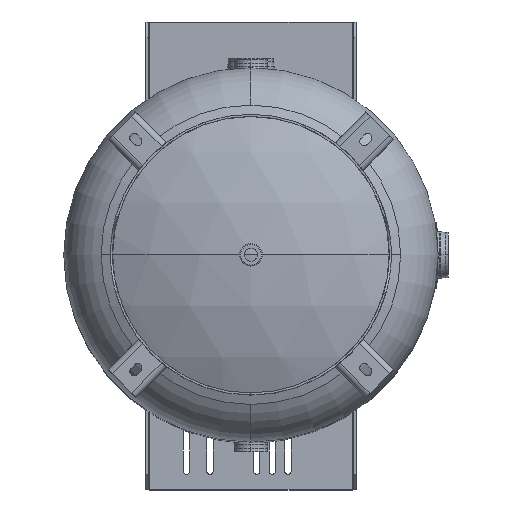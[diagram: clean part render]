
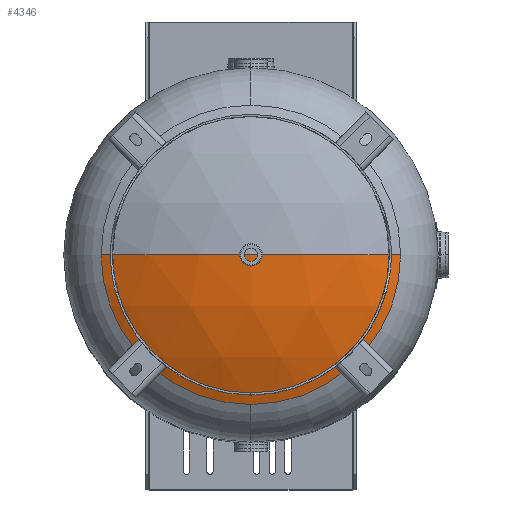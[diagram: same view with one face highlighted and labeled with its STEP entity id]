
A CAD part, top view. The second image highlights one B-rep face of the part: STEP entity #4346.
In plain terms, the highlighted spherical face has radius 548.64 mm.
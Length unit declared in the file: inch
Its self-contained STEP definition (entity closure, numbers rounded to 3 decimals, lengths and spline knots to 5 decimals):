
#188 = AXIS2_PLACEMENT_3D ( 'NONE', #4924, #2656, #14442 ) ;
#384 = DIRECTION ( 'NONE',  ( 0., 0., 1. ) ) ;
#545 = DIRECTION ( 'NONE',  ( -1., 0., 0. ) ) ;
#615 = DIRECTION ( 'NONE',  ( 0., 0., -1. ) ) ;
#873 = ORIENTED_EDGE ( 'NONE', *, *, #12466, .F. ) ;
#1162 = EDGE_CURVE ( 'NONE', #8498, #14284, #13269, .T. ) ;
#1667 = CIRCLE ( 'NONE', #188, 21.6 ) ;
#2269 = EDGE_CURVE ( 'NONE', #8498, #12873, #1667, .T. ) ;
#2622 = CARTESIAN_POINT ( 'NONE',  ( 0., 5.76425, 9.6 ) ) ;
#2656 = DIRECTION ( 'NONE',  ( 0., 0., 1. ) ) ;
#4040 = DIRECTION ( 'NONE',  ( 0., 0., -1. ) ) ;
#4346 = ADVANCED_FACE ( 'NONE', ( #12230 ), #12071, .T. ) ;
#4553 = AXIS2_PLACEMENT_3D ( 'NONE', #14740, #4040, #545 ) ;
#4924 = CARTESIAN_POINT ( 'NONE',  ( 0., -13.58517, 0. ) ) ;
#5089 = EDGE_LOOP ( 'NONE', ( #6367, #8992, #10070, #873 ) ) ;
#5116 = DIRECTION ( 'NONE',  ( 0., 0., -1. ) ) ;
#6367 = ORIENTED_EDGE ( 'NONE', *, *, #1162, .F. ) ;
#8415 = CIRCLE ( 'NONE', #9163, 9.6 ) ;
#8498 = VERTEX_POINT ( 'NONE', #14583 ) ;
#8992 = ORIENTED_EDGE ( 'NONE', *, *, #2269, .T. ) ;
#9163 = AXIS2_PLACEMENT_3D ( 'NONE', #15026, #12668, #5116 ) ;
#9297 = CARTESIAN_POINT ( 'NONE',  ( 9.6, 5.76425, 0. ) ) ;
#9878 = DIRECTION ( 'NONE',  ( 0., -1., 0. ) ) ;
#10070 = ORIENTED_EDGE ( 'NONE', *, *, #12898, .F. ) ;
#10400 = CIRCLE ( 'NONE', #10680, 9.6 ) ;
#10476 = AXIS2_PLACEMENT_3D ( 'NONE', #10893, #384, #14419 ) ;
#10680 = AXIS2_PLACEMENT_3D ( 'NONE', #12300, #9878, #615 ) ;
#10893 = CARTESIAN_POINT ( 'NONE',  ( 0., -13.58517, 0. ) ) ;
#11923 = CARTESIAN_POINT ( 'NONE',  ( -9.6, 5.76425, 0. ) ) ;
#12071 = SPHERICAL_SURFACE ( 'NONE', #10476, 21.6 ) ;
#12230 = FACE_OUTER_BOUND ( 'NONE', #5089, .T. ) ;
#12300 = CARTESIAN_POINT ( 'NONE',  ( 0., 5.76425, 0. ) ) ;
#12466 = EDGE_CURVE ( 'NONE', #14284, #12742, #8415, .T. ) ;
#12668 = DIRECTION ( 'NONE',  ( 0., -1., 0. ) ) ;
#12742 = VERTEX_POINT ( 'NONE', #2622 ) ;
#12873 = VERTEX_POINT ( 'NONE', #11923 ) ;
#12898 = EDGE_CURVE ( 'NONE', #12742, #12873, #10400, .T. ) ;
#13269 = CIRCLE ( 'NONE', #4553, 21.6 ) ;
#14284 = VERTEX_POINT ( 'NONE', #9297 ) ;
#14419 = DIRECTION ( 'NONE',  ( 1., 0., 0. ) ) ;
#14442 = DIRECTION ( 'NONE',  ( 1., 0., 0. ) ) ;
#14583 = CARTESIAN_POINT ( 'NONE',  ( 0., 8.01483, 0. ) ) ;
#14740 = CARTESIAN_POINT ( 'NONE',  ( 0., -13.58517, 0. ) ) ;
#15026 = CARTESIAN_POINT ( 'NONE',  ( 0., 5.76425, 0. ) ) ;
